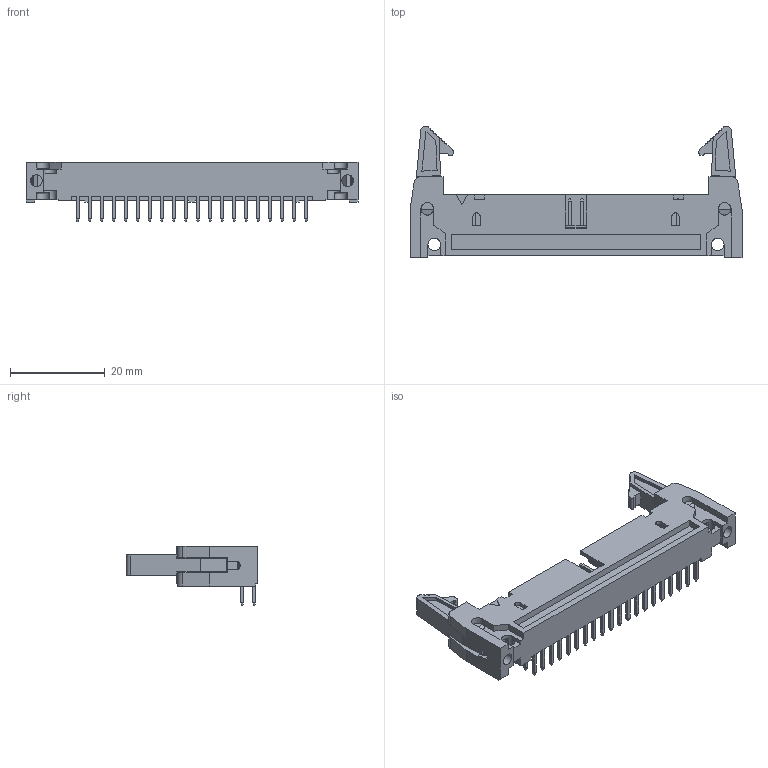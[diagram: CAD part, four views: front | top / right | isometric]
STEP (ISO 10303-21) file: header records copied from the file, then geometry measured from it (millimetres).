
FILE_DESCRIPTION(('CoCreate Modeling STEP Export'),'2;1');
FILE_NAME('WB2545H-40XXW.stp','2021-10-13T10:08:27',(''),(''),'CoCreate Modeling STEP processor for AP214 (Solid Model)','CoCreate Modeling 16.00 13-May-2008 (C) Parametric Technology GmbH','');
FILE_SCHEMA(('AUTOMOTIVE_DESIGN { 1 0 10303 214 1 1 1 1 }'));
Length unit declared in the file: millimetre
Products named in the file (3): WB2545H-40XXW; WB2545H-40
Assembly tree (2 placements, depth 2):
  WB2545H-40XXW
    WB2545H-40
    WB2545H-40XXW
Bounding box: 70 x 27.75 x 12.55 mm (x, y, z)
Volume: 4841.4 mm3; surface area: 6864.7 mm2
Topology: 1 solids, 1 shells, 1047 faces, 2692 edges, 1696 vertices
Faces by surface type: plane 942, cylinder 105
Entity records: 30026 total; most frequent: ORIENTED_EDGE 5304, CARTESIAN_POINT 5224, DIRECTION 4707, EDGE_CURVE 2652, VECTOR 2349, LINE 2349, VERTEX_POINT 1656, AXIS2_PLACEMENT_3D 1179
